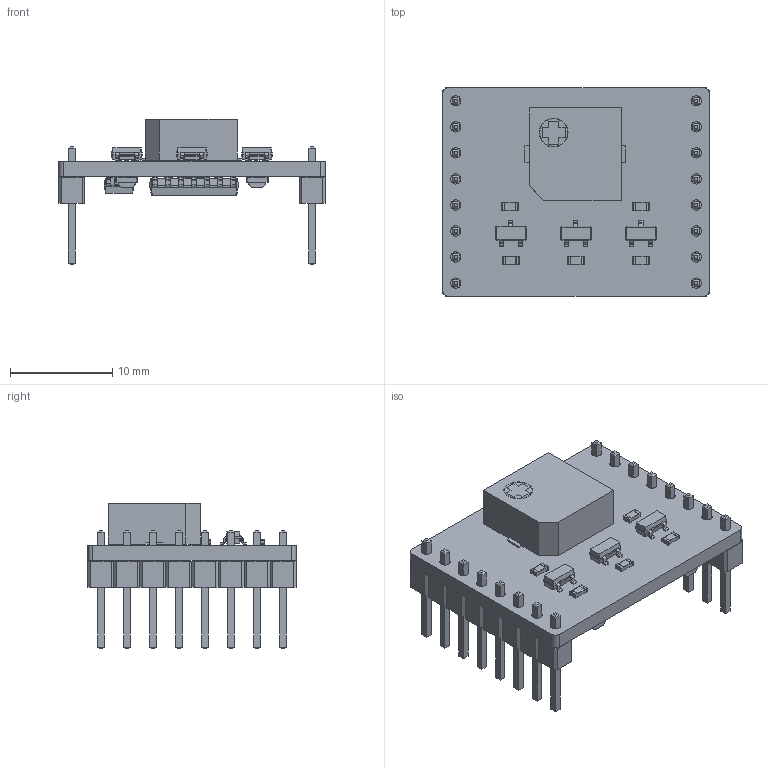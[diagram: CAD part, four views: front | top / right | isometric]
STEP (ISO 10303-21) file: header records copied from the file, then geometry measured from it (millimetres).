
FILE_DESCRIPTION(('KiCad electronic assembly'),'2;1');
FILE_NAME('PCB_3D_riser.step','2025-04-06T17:48:48',('Pcbnew'),('Kicad') ,'Open CASCADE STEP processor 7.8','KiCad to STEP converter','Unknown' );
FILE_SCHEMA(('AUTOMOTIVE_DESIGN { 1 0 10303 214 1 1 1 1 }'));
Length unit declared in the file: millimetre
Products named in the file (11): PCB_3D_riser 1; R_0603_1608Metric; SMT-0927-S-12-R; SOT-23; PinHeader_1x08_P2.54mm_Vertical; C_0603_1608Metric; LTST-S220KSKT; SOT-23-5; D_SOD-323F; SOIC-14_3.9x8.7mm_P1.27mm; MiniCamel_riser_PCB
Assembly tree (24 placements, depth 2):
  PCB_3D_riser 1
    R_0603_1608Metric  x7
    SMT-0927-S-12-R
    SOT-23  x3
    PinHeader_1x08_P2.54mm_Vertical  x2
    C_0603_1608Metric  x5
    LTST-S220KSKT  x2
    SOT-23-5
    D_SOD-323F
    SOIC-14_3.9x8.7mm_P1.27mm
    MiniCamel_riser_PCB
Bounding box: 26 x 20.32 x 14.21 mm (x, y, z)
Volume: 1471.3 mm3; surface area: 2742.2 mm2
Topology: 32 solids, 32 shells, 1511 faces, 3791 edges, 2388 vertices
Faces by surface type: plane 1074, cylinder 279, bspline 158
Full cylindrical faces by diameter (mm): 0.6 x1, 1 x16, 2.7 x1, 2.8 x1
Entity records: 29965 total; most frequent: CARTESIAN_POINT 4733, ORIENTED_EDGE 4218, DIRECTION 3803, EDGE_CURVE 2109, LINE 1711, VECTOR 1711, VERTEX_POINT 1324, AXIS2_PLACEMENT_3D 1046
